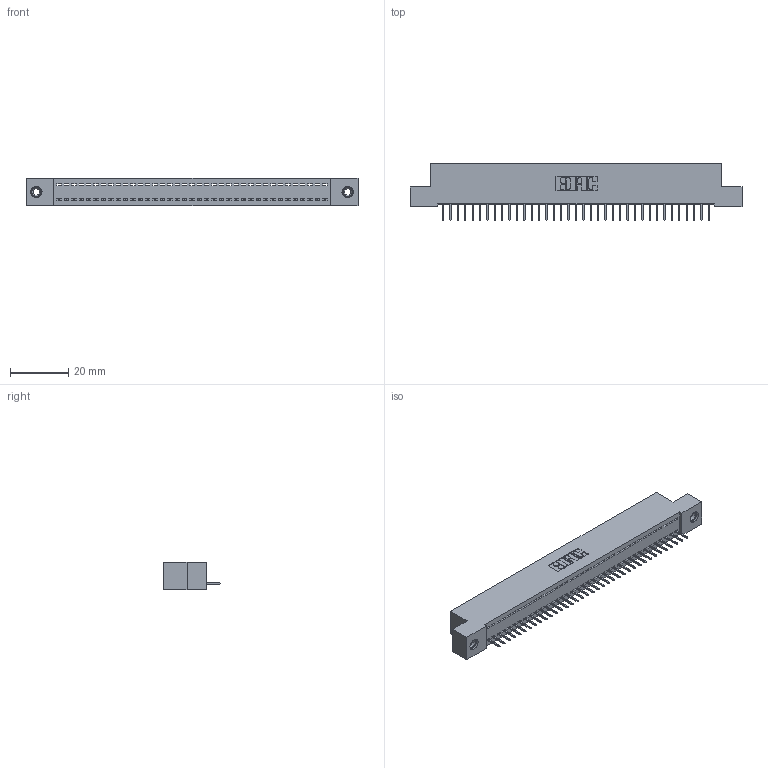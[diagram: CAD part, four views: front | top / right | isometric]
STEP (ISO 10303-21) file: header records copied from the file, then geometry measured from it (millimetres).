
FILE_DESCRIPTION (( 'STEP AP203' ), '1' );
FILE_NAME ('392-037-524-108.STEP', '2018-08-16T04:22:18', ( '' ), ( '' ), 'SwSTEP 2.0', 'SolidWorks 2016', '' );
FILE_SCHEMA (( 'CONFIG_CONTROL_DESIGN' ));
Length unit declared in the file: inch
Products named in the file (4): 342 Part_TI; 345-292-001_345-293-124; 345-250-001_345-250-003-102; 392-037-524-108
Assembly tree (40 placements, depth 2):
  392-037-524-108
    342 Part_TI
    345-292-001_345-293-124  x37
    345-250-001_345-250-003-102  x2
Bounding box: 114.3 x 19.69 x 9.4 mm (x, y, z)
Volume: 9851.6 mm3; surface area: 13937 mm2
Topology: 40 solids, 40 shells, 2464 faces, 7095 edges, 4574 vertices
Faces by surface type: plane 1874, cylinder 574, cone 12, torus 4
Entity records: 24394 total; most frequent: CARTESIAN_POINT 4188, ORIENTED_EDGE 4154, DIRECTION 3577, EDGE_CURVE 2077, VECTOR 1933, LINE 1933, VERTEX_POINT 1376, AXIS2_PLACEMENT_3D 822
